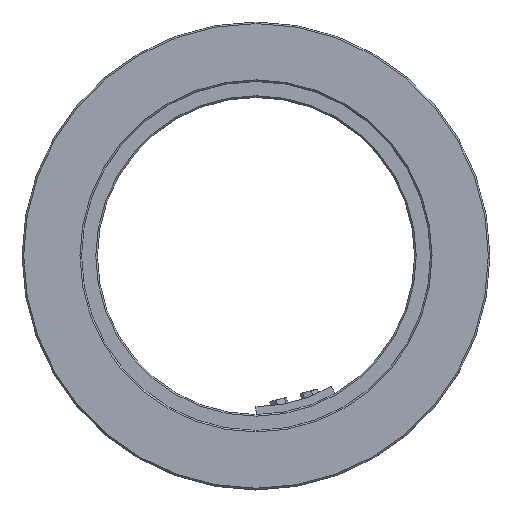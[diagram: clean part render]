
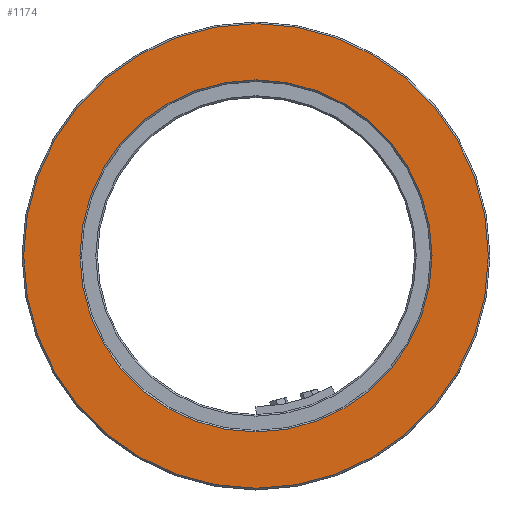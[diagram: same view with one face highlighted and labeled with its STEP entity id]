
A CAD part, top view. The second image highlights one B-rep face of the part: STEP entity #1174.
In plain terms, the highlighted planar face has unit normal (0, 0, 1).
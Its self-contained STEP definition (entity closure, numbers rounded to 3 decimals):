
#140 = FACE_BOUND ( 'NONE', #2699, .T. ) ;
#161 = ORIENTED_EDGE ( 'NONE', *, *, #1010, .T. ) ;
#362 = CIRCLE ( 'NONE', #1287, 111. ) ;
#389 = CARTESIAN_POINT ( 'NONE',  ( -146.5, 0., 27.5 ) ) ;
#500 = DIRECTION ( 'NONE',  ( -1., 0., 0. ) ) ;
#710 = DIRECTION ( 'NONE',  ( 0., 0., 1. ) ) ;
#862 = CIRCLE ( 'NONE', #928, 146.5 ) ;
#928 = AXIS2_PLACEMENT_3D ( 'NONE', #1218, #710, #2842 ) ;
#1010 = EDGE_CURVE ( 'NONE', #3055, #3055, #362, .T. ) ;
#1174 = ADVANCED_FACE ( 'NONE', ( #140, #1720 ), #2116, .F. ) ;
#1218 = CARTESIAN_POINT ( 'NONE',  ( 0., 0., 27.5 ) ) ;
#1287 = AXIS2_PLACEMENT_3D ( 'NONE', #2319, #2580, #2836 ) ;
#1339 = EDGE_LOOP ( 'NONE', ( #2874 ) ) ;
#1551 = CARTESIAN_POINT ( 'NONE',  ( -110., 0., 27.5 ) ) ;
#1601 = EDGE_CURVE ( 'NONE', #2877, #2877, #862, .T. ) ;
#1720 = FACE_OUTER_BOUND ( 'NONE', #1339, .T. ) ;
#2102 = DIRECTION ( 'NONE',  ( 0., 0., -1. ) ) ;
#2116 = PLANE ( 'NONE',  #3304 ) ;
#2319 = CARTESIAN_POINT ( 'NONE',  ( 0., 0., 27.5 ) ) ;
#2580 = DIRECTION ( 'NONE',  ( 0., 0., -1. ) ) ;
#2699 = EDGE_LOOP ( 'NONE', ( #161 ) ) ;
#2836 = DIRECTION ( 'NONE',  ( -1., 0., 0. ) ) ;
#2842 = DIRECTION ( 'NONE',  ( -1., 0., 0. ) ) ;
#2874 = ORIENTED_EDGE ( 'NONE', *, *, #1601, .T. ) ;
#2877 = VERTEX_POINT ( 'NONE', #389 ) ;
#3055 = VERTEX_POINT ( 'NONE', #3364 ) ;
#3304 = AXIS2_PLACEMENT_3D ( 'NONE', #1551, #2102, #500 ) ;
#3364 = CARTESIAN_POINT ( 'NONE',  ( -111., 0., 27.5 ) ) ;
